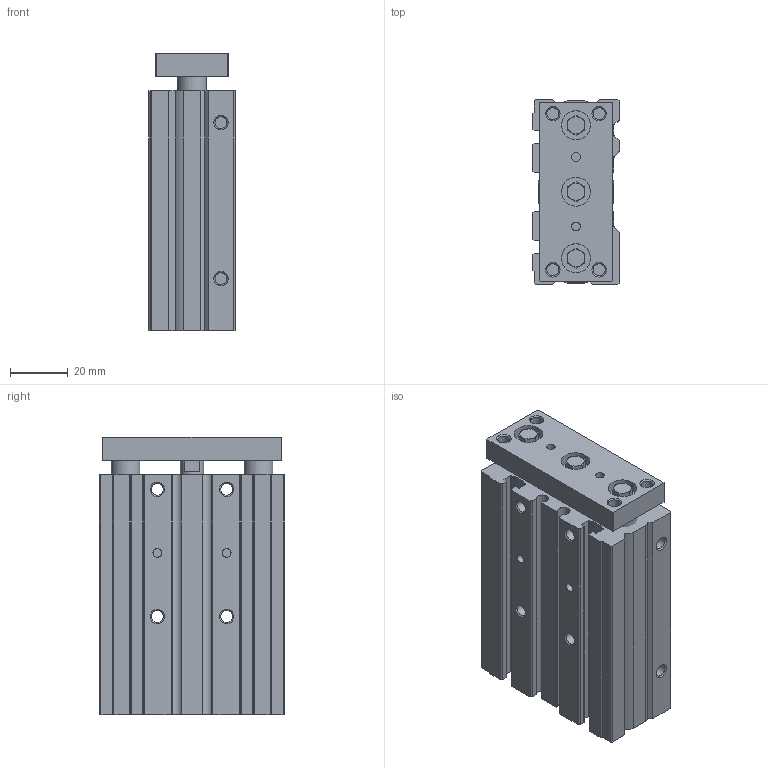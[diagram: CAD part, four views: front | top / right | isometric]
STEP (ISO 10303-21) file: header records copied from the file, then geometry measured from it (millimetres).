
FILE_DESCRIPTION(/* description */ (''),/* implementation_level */ '2;1');
FILE_NAME(/* name */ 'sgm_16-50.stp',/* time_stamp */ '2019-01-28T08:18:16+01:00',/* author */ ('leitheußer'),/* organization */ (''),/* preprocessor_version */ 'ST-DEVELOPER v15.6',/* originating_system */ 'Autodesk Inventor LT ',/* authorisation */ '');
FILE_SCHEMA (('AUTOMOTIVE_DESIGN { 1 0 10303 214 3 1 1 }'));
Length unit declared in the file: millimetre
Products named in the file (1): SGM16x50-S
Bounding box: 30 x 64 x 96 mm (x, y, z)
Volume: 145721.9 mm3; surface area: 49061.1 mm2
Topology: 2 solids, 2 shells, 303 faces, 736 edges, 470 vertices
Faces by surface type: plane 149, cylinder 96, cone 58
Full cylindrical faces by diameter (mm): 3 x6, 4.134 x16, 4.2 x4, 6.667 x2, 8 x6, 10 x5, 13 x2, 16 x2, 18 x1
Entity records: 8511 total; most frequent: CARTESIAN_POINT 1670, DIRECTION 1438, ORIENTED_EDGE 1326, EDGE_CURVE 663, AXIS2_PLACEMENT_3D 559, VERTEX_POINT 463, EDGE_LOOP 422, LINE 320
